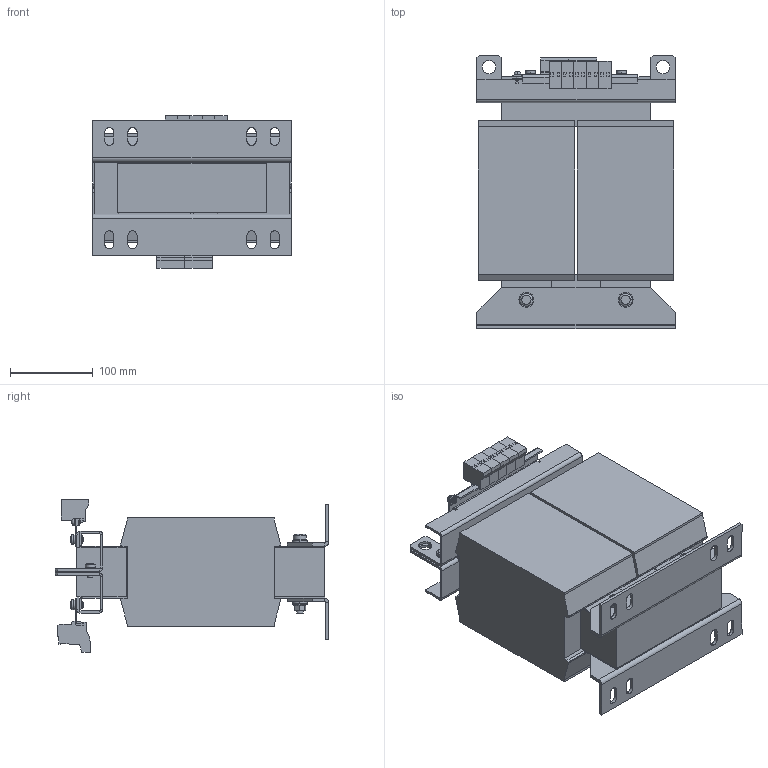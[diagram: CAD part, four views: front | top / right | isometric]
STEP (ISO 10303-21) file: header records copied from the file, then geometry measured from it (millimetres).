
FILE_DESCRIPTION (( 'STEP AP214' ), '1' );
FILE_NAME ('203954.STEP', '2020-05-29T03:27:42', ( '' ), ( '' ), 'SwSTEP 2.0', 'SolidWorks 2018', '' );
FILE_SCHEMA (( 'AUTOMOTIVE_DESIGN' ));
Length unit declared in the file: millimetre
Products named in the file (1): 203954
Bounding box: 240 x 331 x 184.8 mm (x, y, z)
Volume: 7421938.5 mm3; surface area: 522495.6 mm2
Topology: 1 solids, 1 shells, 985 faces, 2496 edges, 1565 vertices
Faces by surface type: plane 649, cylinder 238, torus 42, cone 28, sphere 16, bspline 12
Entity records: 29892 total; most frequent: CARTESIAN_POINT 5753, DIRECTION 5004, ORIENTED_EDGE 4988, EDGE_CURVE 2494, LINE 1756, VECTOR 1756, AXIS2_PLACEMENT_3D 1624, VERTEX_POINT 1565
